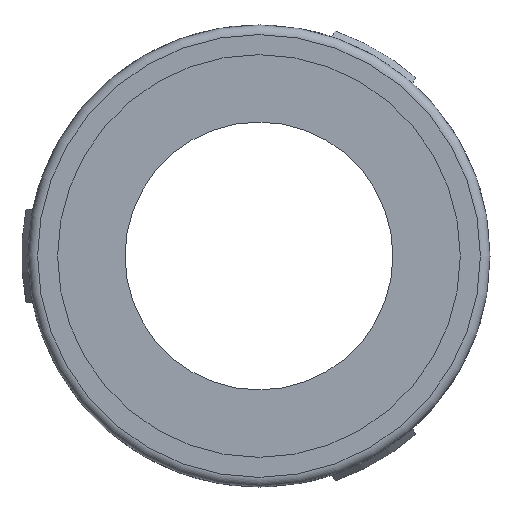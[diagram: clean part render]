
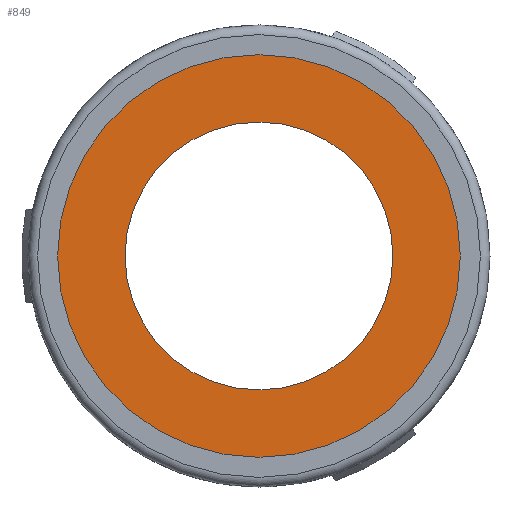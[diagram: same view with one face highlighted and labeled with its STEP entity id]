
A CAD part, left-side view. The second image highlights one B-rep face of the part: STEP entity #849.
In plain terms, the highlighted face is planar.
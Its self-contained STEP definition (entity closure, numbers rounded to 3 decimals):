
#185=FACE_BOUND('',#237,.T.);
#189=FACE_OUTER_BOUND('',#236,.T.);
#236=EDGE_LOOP('',(#560));
#237=EDGE_LOOP('',(#561));
#287=CIRCLE('',#954,13.95);
#288=CIRCLE('',#955,8.35);
#333=VERTEX_POINT('',#1289);
#334=VERTEX_POINT('',#1291);
#425=EDGE_CURVE('',#333,#333,#287,.T.);
#426=EDGE_CURVE('',#334,#334,#288,.T.);
#560=ORIENTED_EDGE('',*,*,#425,.T.);
#561=ORIENTED_EDGE('',*,*,#426,.T.);
#830=PLANE('',#953);
#849=ADVANCED_FACE('',(#189,#185),#830,.F.);
#953=AXIS2_PLACEMENT_3D('',#1288,#1053,#1054);
#954=AXIS2_PLACEMENT_3D('',#1290,#1055,#1056);
#955=AXIS2_PLACEMENT_3D('',#1292,#1057,#1058);
#1053=DIRECTION('center_axis',(0.,0.,1.));
#1054=DIRECTION('ref_axis',(1.,0.,0.));
#1055=DIRECTION('center_axis',(0.,0.,-1.));
#1056=DIRECTION('ref_axis',(1.,0.,0.));
#1057=DIRECTION('center_axis',(0.,0.,1.));
#1058=DIRECTION('ref_axis',(-1.,0.,0.));
#1288=CARTESIAN_POINT('Origin',(0.,0.,-0.4));
#1289=CARTESIAN_POINT('',(-13.95,0.,-0.4));
#1290=CARTESIAN_POINT('Origin',(0.,0.,-0.4));
#1291=CARTESIAN_POINT('',(8.35,0.,-0.4));
#1292=CARTESIAN_POINT('Origin',(0.,0.,-0.4));
